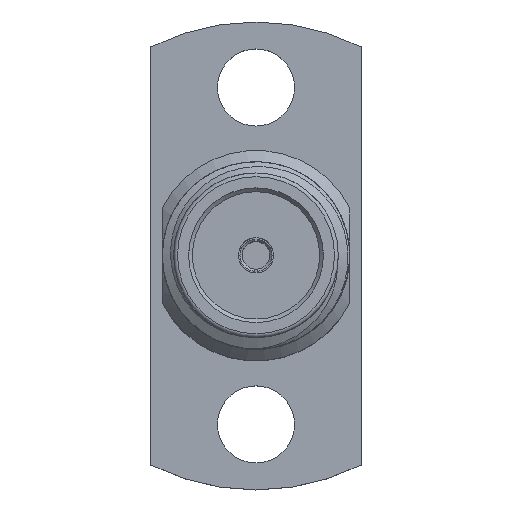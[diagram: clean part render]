
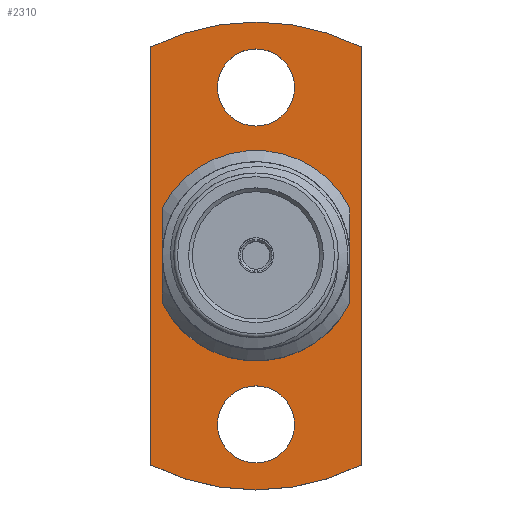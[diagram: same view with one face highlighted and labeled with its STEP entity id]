
A CAD part, top view. The second image highlights one B-rep face of the part: STEP entity #2310.
In plain terms, the highlighted planar face has unit normal (0, 0, 1).
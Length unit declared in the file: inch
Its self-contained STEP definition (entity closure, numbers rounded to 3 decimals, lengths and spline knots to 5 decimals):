
#14 = VERTEX_POINT ( 'NONE', #1192 ) ;
#92 = AXIS2_PLACEMENT_3D ( 'NONE', #2232, #888, #900 ) ;
#216 = EDGE_LOOP ( 'NONE', ( #463, #1913, #1081, #2768 ) ) ;
#299 = CARTESIAN_POINT ( 'NONE',  ( 0.1405, -0.27913, 0. ) ) ;
#312 = AXIS2_PLACEMENT_3D ( 'NONE', #420, #392, #1687 ) ;
#313 = CARTESIAN_POINT ( 'NONE',  ( 0.1405, -0.3125, 0. ) ) ;
#321 = EDGE_LOOP ( 'NONE', ( #865 ) ) ;
#339 = CIRCLE ( 'NONE', #312, 0.0515 ) ;
#392 = DIRECTION ( 'NONE',  ( 0., 0., 1. ) ) ;
#420 = CARTESIAN_POINT ( 'NONE',  ( 0., -0.225, 0. ) ) ;
#438 = AXIS2_PLACEMENT_3D ( 'NONE', #2342, #1063, #1903 ) ;
#463 = ORIENTED_EDGE ( 'NONE', *, *, #1863, .F. ) ;
#486 = CIRCLE ( 'NONE', #92, 0.0515 ) ;
#487 = EDGE_CURVE ( 'NONE', #1418, #1418, #486, .T. ) ;
#511 = LINE ( 'NONE', #313, #2578 ) ;
#537 = DIRECTION ( 'NONE',  ( 0., 1., 0. ) ) ;
#543 = FACE_OUTER_BOUND ( 'NONE', #216, .T. ) ;
#578 = FACE_BOUND ( 'NONE', #633, .T. ) ;
#589 = AXIS2_PLACEMENT_3D ( 'NONE', #1564, #1577, #2250 ) ;
#633 = EDGE_LOOP ( 'NONE', ( #2197 ) ) ;
#651 = EDGE_CURVE ( 'NONE', #1879, #14, #1910, .T. ) ;
#656 = ORIENTED_EDGE ( 'NONE', *, *, #487, .F. ) ;
#727 = CARTESIAN_POINT ( 'NONE',  ( 0., 0., 0. ) ) ;
#764 = CARTESIAN_POINT ( 'NONE',  ( 0.0515, -0.225, 0. ) ) ;
#841 = FACE_BOUND ( 'NONE', #1203, .T. ) ;
#858 = PLANE ( 'NONE',  #438 ) ;
#865 = ORIENTED_EDGE ( 'NONE', *, *, #1651, .F. ) ;
#888 = DIRECTION ( 'NONE',  ( 0., 0., 1. ) ) ;
#900 = DIRECTION ( 'NONE',  ( 1., 0., 0. ) ) ;
#958 = DIRECTION ( 'NONE',  ( 0., 0., -1. ) ) ;
#1035 = CARTESIAN_POINT ( 'NONE',  ( -0.08, 0., 0. ) ) ;
#1063 = DIRECTION ( 'NONE',  ( 0., 0., -1. ) ) ;
#1081 = ORIENTED_EDGE ( 'NONE', *, *, #651, .F. ) ;
#1192 = CARTESIAN_POINT ( 'NONE',  ( -0.1405, -0.27913, 0. ) ) ;
#1203 = EDGE_LOOP ( 'NONE', ( #656 ) ) ;
#1278 = CIRCLE ( 'NONE', #589, 0.08 ) ;
#1282 = DIRECTION ( 'NONE',  ( 0., 0., -1. ) ) ;
#1383 = VERTEX_POINT ( 'NONE', #1035 ) ;
#1409 = VERTEX_POINT ( 'NONE', #2822 ) ;
#1418 = VERTEX_POINT ( 'NONE', #1809 ) ;
#1564 = CARTESIAN_POINT ( 'NONE',  ( 0., 0., 0. ) ) ;
#1577 = DIRECTION ( 'NONE',  ( 0., 0., 1. ) ) ;
#1651 = EDGE_CURVE ( 'NONE', #2712, #2712, #339, .T. ) ;
#1687 = DIRECTION ( 'NONE',  ( 1., 0., 0. ) ) ;
#1712 = VECTOR ( 'NONE', #2741, 39.37008 ) ;
#1809 = CARTESIAN_POINT ( 'NONE',  ( 0.0515, 0.225, 0. ) ) ;
#1824 = FACE_BOUND ( 'NONE', #321, .T. ) ;
#1833 = AXIS2_PLACEMENT_3D ( 'NONE', #1936, #1282, #2146 ) ;
#1863 = EDGE_CURVE ( 'NONE', #2432, #1409, #2096, .T. ) ;
#1879 = VERTEX_POINT ( 'NONE', #299 ) ;
#1903 = DIRECTION ( 'NONE',  ( -1., 0., 0. ) ) ;
#1910 = CIRCLE ( 'NONE', #1833, 0.3125 ) ;
#1913 = ORIENTED_EDGE ( 'NONE', *, *, #2004, .T. ) ;
#1918 = EDGE_CURVE ( 'NONE', #1879, #1409, #511, .T. ) ;
#1936 = CARTESIAN_POINT ( 'NONE',  ( 0., 0., 0. ) ) ;
#2004 = EDGE_CURVE ( 'NONE', #2432, #14, #2784, .T. ) ;
#2096 = CIRCLE ( 'NONE', #2300, 0.3125 ) ;
#2146 = DIRECTION ( 'NONE',  ( -1., 0., 0. ) ) ;
#2197 = ORIENTED_EDGE ( 'NONE', *, *, #2595, .F. ) ;
#2232 = CARTESIAN_POINT ( 'NONE',  ( 0., 0.225, 0. ) ) ;
#2250 = DIRECTION ( 'NONE',  ( -1., 0., 0. ) ) ;
#2300 = AXIS2_PLACEMENT_3D ( 'NONE', #727, #958, #2430 ) ;
#2310 = ADVANCED_FACE ( 'NONE', ( #1824, #841, #543, #578 ), #858, .F. ) ;
#2319 = CARTESIAN_POINT ( 'NONE',  ( -0.1405, -0.3125, 0. ) ) ;
#2342 = CARTESIAN_POINT ( 'NONE',  ( 0., 0., 0. ) ) ;
#2430 = DIRECTION ( 'NONE',  ( -1., 0., 0. ) ) ;
#2432 = VERTEX_POINT ( 'NONE', #2654 ) ;
#2578 = VECTOR ( 'NONE', #537, 39.37008 ) ;
#2595 = EDGE_CURVE ( 'NONE', #1383, #1383, #1278, .T. ) ;
#2654 = CARTESIAN_POINT ( 'NONE',  ( -0.1405, 0.27913, 0. ) ) ;
#2712 = VERTEX_POINT ( 'NONE', #764 ) ;
#2741 = DIRECTION ( 'NONE',  ( 0., -1., 0. ) ) ;
#2768 = ORIENTED_EDGE ( 'NONE', *, *, #1918, .T. ) ;
#2784 = LINE ( 'NONE', #2319, #1712 ) ;
#2822 = CARTESIAN_POINT ( 'NONE',  ( 0.1405, 0.27913, 0. ) ) ;
